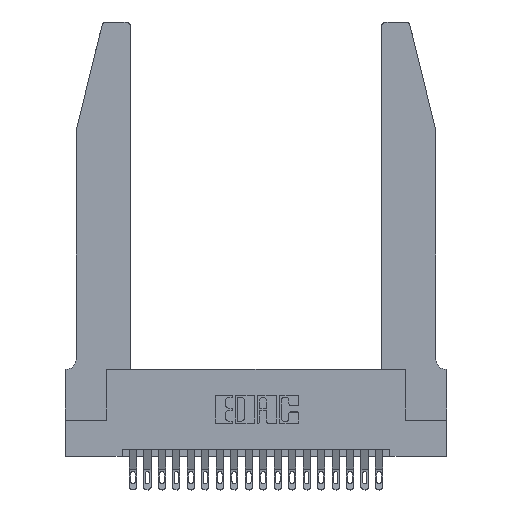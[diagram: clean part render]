
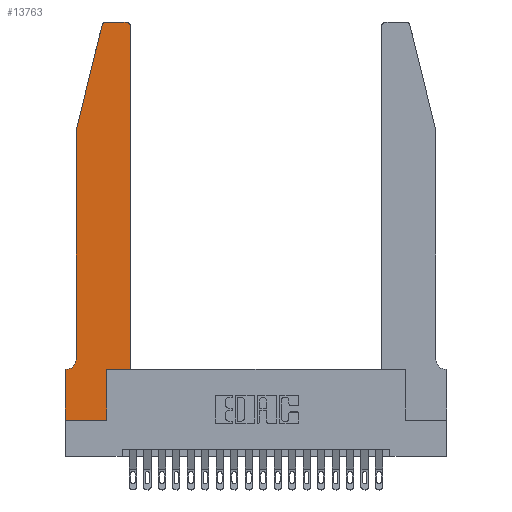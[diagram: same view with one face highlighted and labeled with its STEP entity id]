
A CAD part, top view. The second image highlights one B-rep face of the part: STEP entity #13763.
In plain terms, the highlighted planar face has unit normal (0, 0, 1).
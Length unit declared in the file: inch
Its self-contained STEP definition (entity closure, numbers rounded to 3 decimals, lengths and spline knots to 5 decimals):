
#89 = LINE ( 'NONE', #9702, #5388 ) ;
#148 = VERTEX_POINT ( 'NONE', #18996 ) ;
#445 = VERTEX_POINT ( 'NONE', #21701 ) ;
#549 = VECTOR ( 'NONE', #2753, 39.37008 ) ;
#1602 = LINE ( 'NONE', #20359, #19499 ) ;
#1704 = LINE ( 'NONE', #18315, #549 ) ;
#2028 = EDGE_CURVE ( 'NONE', #3487, #10544, #20346, .T. ) ;
#2166 = ORIENTED_EDGE ( 'NONE', *, *, #21119, .T. ) ;
#2203 = EDGE_CURVE ( 'NONE', #148, #17312, #4433, .T. ) ;
#2503 = VECTOR ( 'NONE', #16618, 39.37008 ) ;
#2753 = DIRECTION ( 'NONE',  ( 0., 1., 0. ) ) ;
#2917 = LINE ( 'NONE', #4026, #11625 ) ;
#2926 = ORIENTED_EDGE ( 'NONE', *, *, #2203, .T. ) ;
#3081 = ORIENTED_EDGE ( 'NONE', *, *, #3578, .T. ) ;
#3082 = CIRCLE ( 'NONE', #19407, 0.03 ) ;
#3487 = VERTEX_POINT ( 'NONE', #19155 ) ;
#3578 = EDGE_CURVE ( 'NONE', #8928, #8057, #18665, .T. ) ;
#3923 = ORIENTED_EDGE ( 'NONE', *, *, #19021, .T. ) ;
#4026 = CARTESIAN_POINT ( 'NONE',  ( 0.0755, 2., 0.37 ) ) ;
#4385 = ORIENTED_EDGE ( 'NONE', *, *, #21090, .T. ) ;
#4433 = LINE ( 'NONE', #5111, #21105 ) ;
#4965 = DIRECTION ( 'NONE',  ( 0., 0., 1. ) ) ;
#4967 = DIRECTION ( 'NONE',  ( 0., -1., 0. ) ) ;
#5111 = CARTESIAN_POINT ( 'NONE',  ( 0., 0., 0.37 ) ) ;
#5388 = VECTOR ( 'NONE', #19962, 39.37008 ) ;
#5440 = CARTESIAN_POINT ( 'NONE',  ( 0.0055, 0.42, 0.37 ) ) ;
#5791 = DIRECTION ( 'NONE',  ( -0.239, -0.971, 0. ) ) ;
#6283 = CARTESIAN_POINT ( 'NONE',  ( 0.4505, 0.35, 0.37 ) ) ;
#6288 = CARTESIAN_POINT ( 'NONE',  ( 0.0755, 2., 0.37 ) ) ;
#6459 = CARTESIAN_POINT ( 'NONE',  ( 0.4205, 2.72, 0.37 ) ) ;
#7013 = ORIENTED_EDGE ( 'NONE', *, *, #11699, .T. ) ;
#7189 = DIRECTION ( 'NONE',  ( -1., 0., 0. ) ) ;
#7235 = CARTESIAN_POINT ( 'NONE',  ( 0.0055, 0.35, 0.37 ) ) ;
#7468 = VECTOR ( 'NONE', #14320, 39.37008 ) ;
#7507 = CARTESIAN_POINT ( 'NONE',  ( 0., 0., 0.37 ) ) ;
#7584 = CARTESIAN_POINT ( 'NONE',  ( 0., 0.35, 0.37 ) ) ;
#8057 = VERTEX_POINT ( 'NONE', #14574 ) ;
#8222 = DIRECTION ( 'NONE',  ( 1., 0., 0. ) ) ;
#8360 = AXIS2_PLACEMENT_3D ( 'NONE', #5440, #17482, #7189 ) ;
#8383 = CARTESIAN_POINT ( 'NONE',  ( 0., 0., 0.37 ) ) ;
#8474 = VERTEX_POINT ( 'NONE', #7235 ) ;
#8928 = VERTEX_POINT ( 'NONE', #13502 ) ;
#9342 = DIRECTION ( 'NONE',  ( 1., 0., 0. ) ) ;
#9702 = CARTESIAN_POINT ( 'NONE',  ( 0.0755, 2., 0.37 ) ) ;
#9771 = AXIS2_PLACEMENT_3D ( 'NONE', #7584, #19602, #9342 ) ;
#10135 = DIRECTION ( 'NONE',  ( 1., 0., 0. ) ) ;
#10173 = CARTESIAN_POINT ( 'NONE',  ( 0.4505, 0.35, 0.37 ) ) ;
#10459 = ORIENTED_EDGE ( 'NONE', *, *, #21411, .T. ) ;
#10544 = VERTEX_POINT ( 'NONE', #10173 ) ;
#10548 = EDGE_CURVE ( 'NONE', #8474, #148, #1602, .T. ) ;
#10611 = CARTESIAN_POINT ( 'NONE',  ( 0.4505, 2.72, 0.37 ) ) ;
#11468 = VECTOR ( 'NONE', #10135, 39.37008 ) ;
#11625 = VECTOR ( 'NONE', #5791, 39.37008 ) ;
#11699 = EDGE_CURVE ( 'NONE', #17312, #17915, #20540, .T. ) ;
#11806 = ORIENTED_EDGE ( 'NONE', *, *, #19247, .T. ) ;
#11892 = DIRECTION ( 'NONE',  ( -1., 0., 0. ) ) ;
#13502 = CARTESIAN_POINT ( 'NONE',  ( 0.4205, 2.75, 0.37 ) ) ;
#13571 = EDGE_LOOP ( 'NONE', ( #3081, #2166, #21079, #11806, #3923, #15828, #2926, #7013, #10459, #16801, #4385, #14824 ) ) ;
#13763 = ADVANCED_FACE ( 'NONE', ( #15427 ), #16186, .T. ) ;
#13937 = VERTEX_POINT ( 'NONE', #6288 ) ;
#13957 = CIRCLE ( 'NONE', #18463, 0.03 ) ;
#14246 = CARTESIAN_POINT ( 'NONE',  ( 0.2865, 0.35, 0.37 ) ) ;
#14320 = DIRECTION ( 'NONE',  ( 0., 1., 0. ) ) ;
#14574 = CARTESIAN_POINT ( 'NONE',  ( 0.284, 2.75, 0.37 ) ) ;
#14824 = ORIENTED_EDGE ( 'NONE', *, *, #16883, .T. ) ;
#14853 = EDGE_CURVE ( 'NONE', #445, #13937, #2917, .T. ) ;
#15323 = CARTESIAN_POINT ( 'NONE',  ( 0.284, 2.72, 0.37 ) ) ;
#15427 = FACE_OUTER_BOUND ( 'NONE', #13571, .T. ) ;
#15828 = ORIENTED_EDGE ( 'NONE', *, *, #10548, .T. ) ;
#16186 = PLANE ( 'NONE',  #9771 ) ;
#16618 = DIRECTION ( 'NONE',  ( 1., 0., 0. ) ) ;
#16801 = ORIENTED_EDGE ( 'NONE', *, *, #2028, .T. ) ;
#16883 = EDGE_CURVE ( 'NONE', #20793, #8928, #3082, .T. ) ;
#17036 = DIRECTION ( 'NONE',  ( 1., 0., 0. ) ) ;
#17312 = VERTEX_POINT ( 'NONE', #7507 ) ;
#17482 = DIRECTION ( 'NONE',  ( 0., 0., -1. ) ) ;
#17574 = VECTOR ( 'NONE', #21075, 39.37008 ) ;
#17915 = VERTEX_POINT ( 'NONE', #21127 ) ;
#18315 = CARTESIAN_POINT ( 'NONE',  ( 0.4505, 0.35, 0.37 ) ) ;
#18463 = AXIS2_PLACEMENT_3D ( 'NONE', #15323, #4965, #17036 ) ;
#18513 = DIRECTION ( 'NONE',  ( 0., 0., 1. ) ) ;
#18665 = LINE ( 'NONE', #19303, #17574 ) ;
#18996 = CARTESIAN_POINT ( 'NONE',  ( 0., 0.35, 0.37 ) ) ;
#19021 = EDGE_CURVE ( 'NONE', #20968, #8474, #22328, .T. ) ;
#19155 = CARTESIAN_POINT ( 'NONE',  ( 0.2865, 0.35, 0.37 ) ) ;
#19247 = EDGE_CURVE ( 'NONE', #13937, #20968, #89, .T. ) ;
#19303 = CARTESIAN_POINT ( 'NONE',  ( 0.2605, 2.75, 0.37 ) ) ;
#19407 = AXIS2_PLACEMENT_3D ( 'NONE', #6459, #18513, #8222 ) ;
#19499 = VECTOR ( 'NONE', #11892, 39.37008 ) ;
#19602 = DIRECTION ( 'NONE',  ( 0., 0., 1. ) ) ;
#19652 = CARTESIAN_POINT ( 'NONE',  ( 0.0755, 0.42, 0.37 ) ) ;
#19962 = DIRECTION ( 'NONE',  ( 0., -1., 0. ) ) ;
#20346 = LINE ( 'NONE', #6283, #2503 ) ;
#20359 = CARTESIAN_POINT ( 'NONE',  ( 0.0755, 0.35, 0.37 ) ) ;
#20540 = LINE ( 'NONE', #8383, #11468 ) ;
#20793 = VERTEX_POINT ( 'NONE', #10611 ) ;
#20968 = VERTEX_POINT ( 'NONE', #19652 ) ;
#21075 = DIRECTION ( 'NONE',  ( -1., 0., 0. ) ) ;
#21079 = ORIENTED_EDGE ( 'NONE', *, *, #14853, .T. ) ;
#21090 = EDGE_CURVE ( 'NONE', #10544, #20793, #1704, .T. ) ;
#21105 = VECTOR ( 'NONE', #4967, 39.37008 ) ;
#21119 = EDGE_CURVE ( 'NONE', #8057, #445, #13957, .T. ) ;
#21127 = CARTESIAN_POINT ( 'NONE',  ( 0.2865, 0., 0.37 ) ) ;
#21155 = LINE ( 'NONE', #14246, #7468 ) ;
#21411 = EDGE_CURVE ( 'NONE', #17915, #3487, #21155, .T. ) ;
#21701 = CARTESIAN_POINT ( 'NONE',  ( 0.25487, 2.72718, 0.37 ) ) ;
#22328 = CIRCLE ( 'NONE', #8360, 0.07 ) ;
